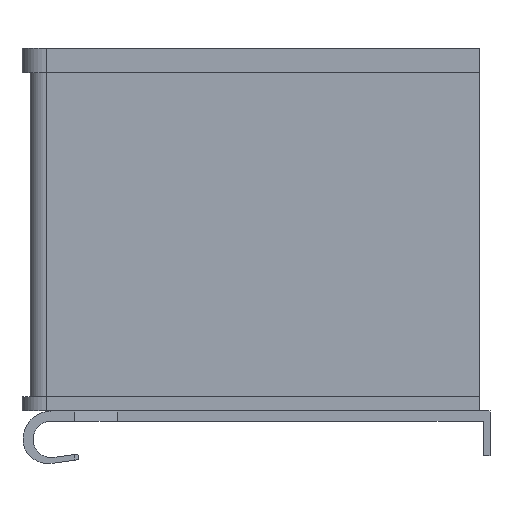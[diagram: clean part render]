
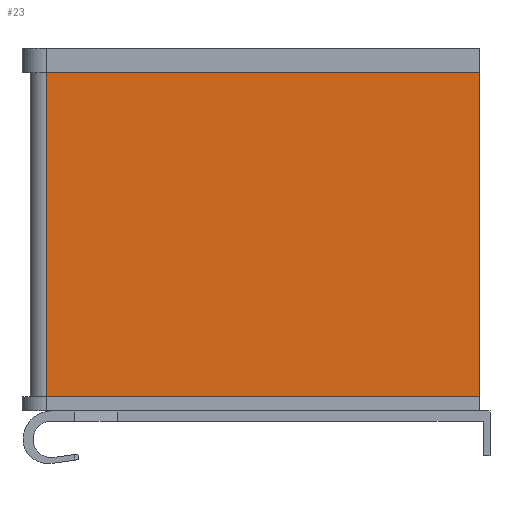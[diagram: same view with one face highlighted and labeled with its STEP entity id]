
A CAD part, left-side view. The second image highlights one B-rep face of the part: STEP entity #23.
In plain terms, the highlighted planar face has unit normal (-1, 0, 0).
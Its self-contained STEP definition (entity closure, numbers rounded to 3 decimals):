
#23 = ADVANCED_FACE ( 'NONE', ( #322 ), #487, .F. ) ;
#51 = DIRECTION ( 'NONE',  ( 1., 0., 0. ) ) ;
#79 = DIRECTION ( 'NONE',  ( 0., 0., -1. ) ) ;
#84 = VECTOR ( 'NONE', #274, 1000. ) ;
#101 = LINE ( 'NONE', #1157, #84 ) ;
#222 = VECTOR ( 'NONE', #237, 1000. ) ;
#237 = DIRECTION ( 'NONE',  ( 0., 0., -1. ) ) ;
#242 = EDGE_CURVE ( 'NONE', #553, #660, #101, .T. ) ;
#274 = DIRECTION ( 'NONE',  ( 0., -1., 0. ) ) ;
#278 = ORIENTED_EDGE ( 'NONE', *, *, #506, .F. ) ;
#294 = CARTESIAN_POINT ( 'NONE',  ( -4., 53.5, 80. ) ) ;
#322 = FACE_OUTER_BOUND ( 'NONE', #900, .T. ) ;
#326 = LINE ( 'NONE', #679, #222 ) ;
#341 = ORIENTED_EDGE ( 'NONE', *, *, #708, .T. ) ;
#343 = CARTESIAN_POINT ( 'NONE',  ( -4., -53.5, 0. ) ) ;
#371 = ORIENTED_EDGE ( 'NONE', *, *, #242, .F. ) ;
#377 = VECTOR ( 'NONE', #79, 1000. ) ;
#410 = VECTOR ( 'NONE', #459, 1000. ) ;
#442 = CARTESIAN_POINT ( 'NONE',  ( -4., 53.5, 0. ) ) ;
#459 = DIRECTION ( 'NONE',  ( 0., -1., 0. ) ) ;
#487 = PLANE ( 'NONE',  #898 ) ;
#492 = CARTESIAN_POINT ( 'NONE',  ( -4., 53.5, 80. ) ) ;
#506 = EDGE_CURVE ( 'NONE', #660, #999, #326, .T. ) ;
#553 = VERTEX_POINT ( 'NONE', #294 ) ;
#651 = DIRECTION ( 'NONE',  ( 0., 1., 0. ) ) ;
#660 = VERTEX_POINT ( 'NONE', #1019 ) ;
#679 = CARTESIAN_POINT ( 'NONE',  ( -4., -53.5, 80. ) ) ;
#688 = CARTESIAN_POINT ( 'NONE',  ( -4., 53.5, 80. ) ) ;
#708 = EDGE_CURVE ( 'NONE', #1055, #999, #1107, .T. ) ;
#814 = ORIENTED_EDGE ( 'NONE', *, *, #935, .T. ) ;
#866 = LINE ( 'NONE', #688, #377 ) ;
#898 = AXIS2_PLACEMENT_3D ( 'NONE', #492, #51, #651 ) ;
#900 = EDGE_LOOP ( 'NONE', ( #341, #278, #371, #814 ) ) ;
#935 = EDGE_CURVE ( 'NONE', #553, #1055, #866, .T. ) ;
#999 = VERTEX_POINT ( 'NONE', #343 ) ;
#1019 = CARTESIAN_POINT ( 'NONE',  ( -4., -53.5, 80. ) ) ;
#1055 = VERTEX_POINT ( 'NONE', #442 ) ;
#1091 = CARTESIAN_POINT ( 'NONE',  ( -4., 53.5, 0. ) ) ;
#1107 = LINE ( 'NONE', #1091, #410 ) ;
#1157 = CARTESIAN_POINT ( 'NONE',  ( -4., 53.5, 80. ) ) ;
